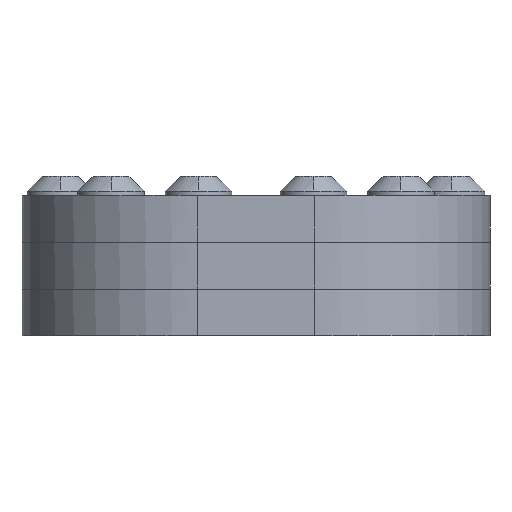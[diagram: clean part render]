
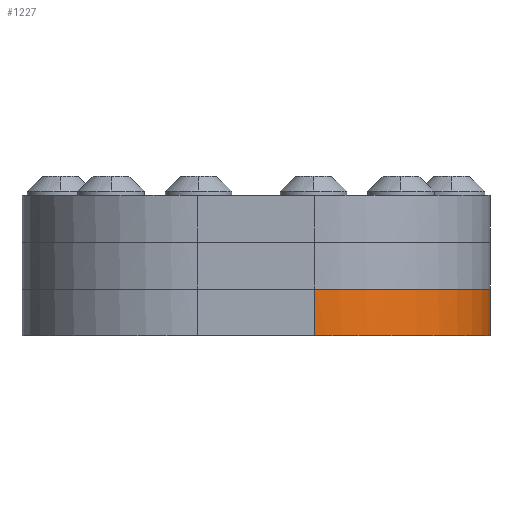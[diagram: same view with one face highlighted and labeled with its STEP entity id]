
A CAD part, front view. The second image highlights one B-rep face of the part: STEP entity #1227.
In plain terms, the highlighted free-form (B-spline) face has degree [2, 1] with [3, 2] control points.
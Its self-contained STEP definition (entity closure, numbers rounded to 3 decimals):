
#732 = VERTEX_POINT('',#733);
#733 = CARTESIAN_POINT('',(23.602,5.522,
    49.7));
#738 = EDGE_CURVE('',#732,#739,#741,.T.);
#739 = VERTEX_POINT('',#740);
#740 = CARTESIAN_POINT('',(23.602,5.522,
    54.038));
#741 = B_SPLINE_CURVE_WITH_KNOTS('',1,(#742,#743),.UNSPECIFIED.,.F.,.F.,
  (2,2),(-4.,0.),.PIECEWISE_BEZIER_KNOTS.);
#742 = CARTESIAN_POINT('',(23.602,5.522,
    49.7));
#743 = CARTESIAN_POINT('',(23.602,5.522,
    54.038));
#766 = VERTEX_POINT('',#767);
#767 = CARTESIAN_POINT('',(39.872,21.792,
    49.7));
#782 = VERTEX_POINT('',#783);
#783 = CARTESIAN_POINT('',(39.872,21.792,
    54.038));
#788 = EDGE_CURVE('',#782,#766,#789,.T.);
#789 = B_SPLINE_CURVE_WITH_KNOTS('',1,(#790,#791),.UNSPECIFIED.,.F.,.F.,
  (2,2),(0.,4.),.PIECEWISE_BEZIER_KNOTS.);
#790 = CARTESIAN_POINT('',(39.872,21.792,
    54.038));
#791 = CARTESIAN_POINT('',(39.872,21.792,
    49.7));
#1013 = EDGE_CURVE('',#739,#782,#1014,.T.);
#1014 = ( BOUNDED_CURVE() B_SPLINE_CURVE(2,(#1015,#1016,#1017),
.UNSPECIFIED.,.F.,.F.) B_SPLINE_CURVE_WITH_KNOTS((3,3),(3.142,
4.712),.PIECEWISE_BEZIER_KNOTS.) CURVE() 
GEOMETRIC_REPRESENTATION_ITEM() RATIONAL_B_SPLINE_CURVE((1.,
0.707,1.)) REPRESENTATION_ITEM('') );
#1015 = CARTESIAN_POINT('',(23.602,5.522,
    54.038));
#1016 = CARTESIAN_POINT('',(39.872,5.522,
    54.038));
#1017 = CARTESIAN_POINT('',(39.872,21.792,
    54.038));
#1189 = EDGE_CURVE('',#766,#732,#1190,.T.);
#1190 = ( BOUNDED_CURVE() B_SPLINE_CURVE(2,(#1191,#1192,#1193),
.UNSPECIFIED.,.F.,.F.) B_SPLINE_CURVE_WITH_KNOTS((3,3),(1.571,
3.142),.PIECEWISE_BEZIER_KNOTS.) CURVE() 
GEOMETRIC_REPRESENTATION_ITEM() RATIONAL_B_SPLINE_CURVE((1.,
0.707,1.)) REPRESENTATION_ITEM('') );
#1191 = CARTESIAN_POINT('',(39.872,21.792,
    49.7));
#1192 = CARTESIAN_POINT('',(39.872,5.522,
    49.7));
#1193 = CARTESIAN_POINT('',(23.602,5.522,
    49.7));
#1227 = ADVANCED_FACE('',(#1228),#1234,.T.);
#1228 = FACE_BOUND('',#1229,.T.);
#1229 = EDGE_LOOP('',(#1230,#1231,#1232,#1233));
#1230 = ORIENTED_EDGE('',*,*,#1013,.F.);
#1231 = ORIENTED_EDGE('',*,*,#738,.F.);
#1232 = ORIENTED_EDGE('',*,*,#1189,.F.);
#1233 = ORIENTED_EDGE('',*,*,#788,.F.);
#1234 = ( BOUNDED_SURFACE() B_SPLINE_SURFACE(2,1,(
    (#1235,#1236)
    ,(#1237,#1238)
    ,(#1239,#1240
)),.UNSPECIFIED.,.F.,.F.,.F.) B_SPLINE_SURFACE_WITH_KNOTS((3,3),(2,2),(
    4.712,6.283),(0.,4.),.PIECEWISE_BEZIER_KNOTS.) 
GEOMETRIC_REPRESENTATION_ITEM() RATIONAL_B_SPLINE_SURFACE((
    (1.,1.)
    ,(0.707,0.707)
,(1.,1.))) REPRESENTATION_ITEM('') SURFACE() );
#1235 = CARTESIAN_POINT('',(39.872,21.792,
    54.038));
#1236 = CARTESIAN_POINT('',(39.872,21.792,
    49.7));
#1237 = CARTESIAN_POINT('',(39.872,5.522,
    54.038));
#1238 = CARTESIAN_POINT('',(39.872,5.522,
    49.7));
#1239 = CARTESIAN_POINT('',(23.602,5.522,
    54.038));
#1240 = CARTESIAN_POINT('',(23.602,5.522,
    49.7));
